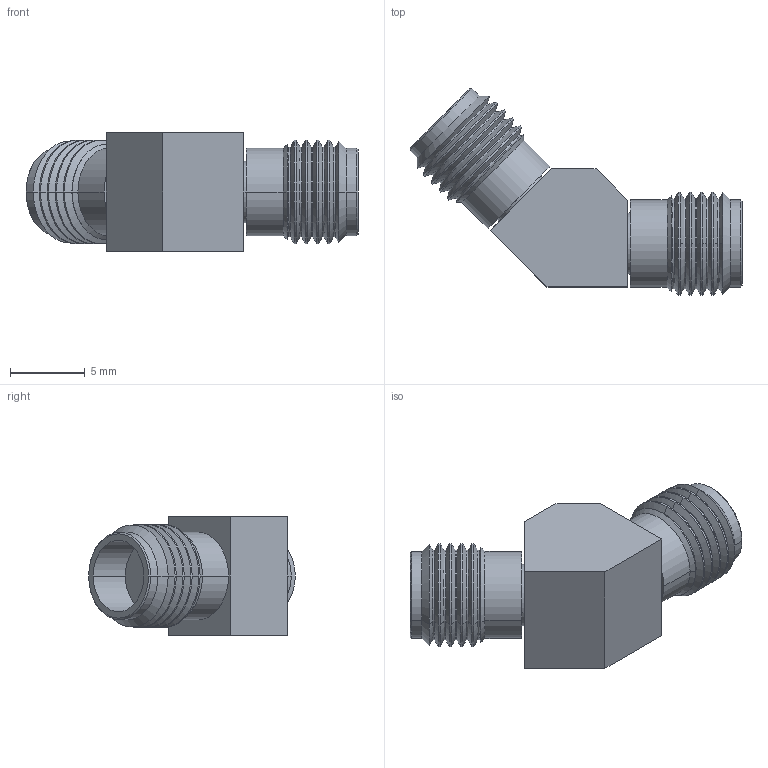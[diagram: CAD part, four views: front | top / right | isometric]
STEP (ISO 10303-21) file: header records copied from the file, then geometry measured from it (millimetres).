
FILE_DESCRIPTION (( 'STEP AP203' ), '1' );
FILE_NAME ('FMAD1589_3D.STEP', '2022-11-28T23:53:20', ( '' ), ( '' ), 'SwSTEP 2.0', 'SolidWorks 2022', '' );
FILE_SCHEMA (( 'CONFIG_CONTROL_DESIGN' ));
Length unit declared in the file: inch
Products named in the file (5): ad45s-248-248_asm.stp; ALS-248-248-12-1-BODY.stp; FMAD1589_3D; AD45S-243-248-3.stp
Assembly tree (4 placements, depth 3):
  FMAD1589_3D
    ad45s-248-248_asm.stp
      AD45S-243-248-3.stp
      ALS-248-248-12-1-BODY.stp
      ALS-248-248-12-1-BODY.stp
Bounding box: 22.17 x 13.8 x 7.9 mm (x, y, z)
Volume: 766 mm3; surface area: 1060.3 mm2
Topology: 3 solids, 3 shells, 160 faces, 342 edges, 196 vertices
Faces by surface type: cone 72, cylinder 68, plane 20
Entity records: 4819 total; most frequent: DIRECTION 862, CARTESIAN_POINT 706, ORIENTED_EDGE 684, AXIS2_PLACEMENT_3D 352, EDGE_CURVE 342, VERTEX_POINT 196, CIRCLE 184, EDGE_LOOP 168
